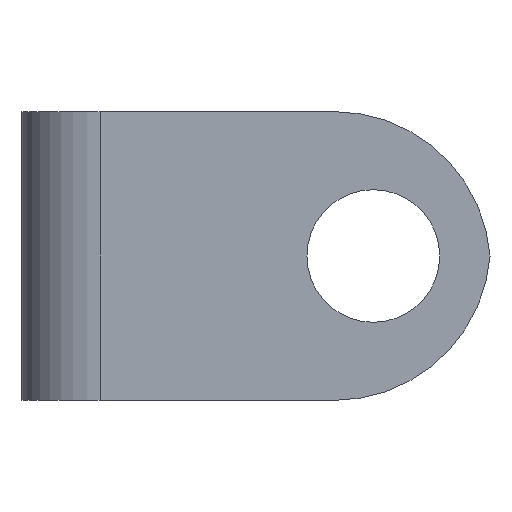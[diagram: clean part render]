
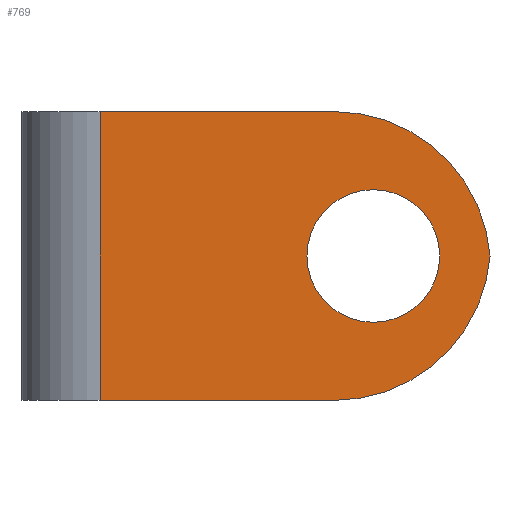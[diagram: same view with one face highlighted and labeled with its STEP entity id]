
A CAD part, left-side view. The second image highlights one B-rep face of the part: STEP entity #769.
In plain terms, the highlighted planar face has unit normal (-1, 0, 0).
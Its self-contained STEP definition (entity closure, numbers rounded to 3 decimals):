
#2 = EDGE_LOOP ( 'NONE', ( #398, #240, #394, #670, #850 ) ) ;
#18 = VERTEX_POINT ( 'NONE', #38 ) ;
#19 = CARTESIAN_POINT ( 'NONE',  ( -20.25, 0., 18.49 ) ) ;
#21 = EDGE_CURVE ( 'NONE', #716, #308, #379, .T. ) ;
#25 = ORIENTED_EDGE ( 'NONE', *, *, #21, .T. ) ;
#38 = CARTESIAN_POINT ( 'NONE',  ( -20.25, -9.971, 9.245 ) ) ;
#60 = EDGE_CURVE ( 'NONE', #740, #1010, #577, .T. ) ;
#77 = ORIENTED_EDGE ( 'NONE', *, *, #1005, .T. ) ;
#84 = DIRECTION ( 'NONE',  ( -1., 0., 0. ) ) ;
#91 = FACE_OUTER_BOUND ( 'NONE', #2, .T. ) ;
#98 = CARTESIAN_POINT ( 'NONE',  ( -20.25, 0., 10. ) ) ;
#145 = CARTESIAN_POINT ( 'NONE',  ( -20.25, 0., 0. ) ) ;
#153 = CARTESIAN_POINT ( 'NONE',  ( -20.25, 0., 18.49 ) ) ;
#173 = CARTESIAN_POINT ( 'NONE',  ( -20.25, -2.5, 9.245 ) ) ;
#187 = DIRECTION ( 'NONE',  ( 0., 1., 0. ) ) ;
#197 = DIRECTION ( 'NONE',  ( 0., 1., 0. ) ) ;
#202 = LINE ( 'NONE', #502, #546 ) ;
#204 = AXIS2_PLACEMENT_3D ( 'NONE', #269, #581, #197 ) ;
#232 = DIRECTION ( 'NONE',  ( 0., 1., 0. ) ) ;
#240 = ORIENTED_EDGE ( 'NONE', *, *, #761, .T. ) ;
#243 = DIRECTION ( 'NONE',  ( -1., 0., 0. ) ) ;
#250 = LINE ( 'NONE', #324, #414 ) ;
#269 = CARTESIAN_POINT ( 'NONE',  ( -20.25, -2.5, 9.245 ) ) ;
#290 = VECTOR ( 'NONE', #232, 1000. ) ;
#308 = VERTEX_POINT ( 'NONE', #741 ) ;
#324 = CARTESIAN_POINT ( 'NONE',  ( -20.25, 15., 18.49 ) ) ;
#379 = CIRCLE ( 'NONE', #944, 4.25 ) ;
#386 = VERTEX_POINT ( 'NONE', #145 ) ;
#394 = ORIENTED_EDGE ( 'NONE', *, *, #519, .F. ) ;
#398 = ORIENTED_EDGE ( 'NONE', *, *, #60, .T. ) ;
#414 = VECTOR ( 'NONE', #545, 1000. ) ;
#418 = PLANE ( 'NONE',  #709 ) ;
#471 = DIRECTION ( 'NONE',  ( 0., 0., 1. ) ) ;
#481 = DIRECTION ( 'NONE',  ( 0., 0., 1. ) ) ;
#488 = DIRECTION ( 'NONE',  ( -1., 0., 0. ) ) ;
#502 = CARTESIAN_POINT ( 'NONE',  ( -20.25, 0., 0. ) ) ;
#506 = CARTESIAN_POINT ( 'NONE',  ( -20.25, 15., 18.49 ) ) ;
#519 = EDGE_CURVE ( 'NONE', #386, #705, #202, .T. ) ;
#545 = DIRECTION ( 'NONE',  ( 0., 0., -1. ) ) ;
#546 = VECTOR ( 'NONE', #971, 1000. ) ;
#572 = CIRCLE ( 'NONE', #610, 10. ) ;
#577 = LINE ( 'NONE', #604, #290 ) ;
#581 = DIRECTION ( 'NONE',  ( 1., 0., 0. ) ) ;
#592 = CIRCLE ( 'NONE', #676, 10. ) ;
#604 = CARTESIAN_POINT ( 'NONE',  ( -20.25, 0., 18.49 ) ) ;
#605 = CARTESIAN_POINT ( 'NONE',  ( -20.25, 0., 8.49 ) ) ;
#610 = AXIS2_PLACEMENT_3D ( 'NONE', #605, #84, #471 ) ;
#612 = CIRCLE ( 'NONE', #204, 4.25 ) ;
#634 = FACE_BOUND ( 'NONE', #736, .T. ) ;
#670 = ORIENTED_EDGE ( 'NONE', *, *, #804, .T. ) ;
#676 = AXIS2_PLACEMENT_3D ( 'NONE', #98, #243, #719 ) ;
#692 = EDGE_CURVE ( 'NONE', #18, #740, #572, .T. ) ;
#705 = VERTEX_POINT ( 'NONE', #853 ) ;
#709 = AXIS2_PLACEMENT_3D ( 'NONE', #19, #488, #481 ) ;
#716 = VERTEX_POINT ( 'NONE', #939 ) ;
#719 = DIRECTION ( 'NONE',  ( 0., 0., 1. ) ) ;
#727 = DIRECTION ( 'NONE',  ( 1., 0., 0. ) ) ;
#736 = EDGE_LOOP ( 'NONE', ( #25, #77 ) ) ;
#740 = VERTEX_POINT ( 'NONE', #153 ) ;
#741 = CARTESIAN_POINT ( 'NONE',  ( -20.25, -6.75, 9.245 ) ) ;
#761 = EDGE_CURVE ( 'NONE', #1010, #705, #250, .T. ) ;
#769 = ADVANCED_FACE ( 'NONE', ( #634, #91 ), #418, .T. ) ;
#804 = EDGE_CURVE ( 'NONE', #386, #18, #592, .T. ) ;
#850 = ORIENTED_EDGE ( 'NONE', *, *, #692, .T. ) ;
#853 = CARTESIAN_POINT ( 'NONE',  ( -20.25, 15., 0. ) ) ;
#939 = CARTESIAN_POINT ( 'NONE',  ( -20.25, 1.75, 9.245 ) ) ;
#944 = AXIS2_PLACEMENT_3D ( 'NONE', #173, #727, #187 ) ;
#971 = DIRECTION ( 'NONE',  ( 0., 1., 0. ) ) ;
#1005 = EDGE_CURVE ( 'NONE', #308, #716, #612, .T. ) ;
#1010 = VERTEX_POINT ( 'NONE', #506 ) ;
